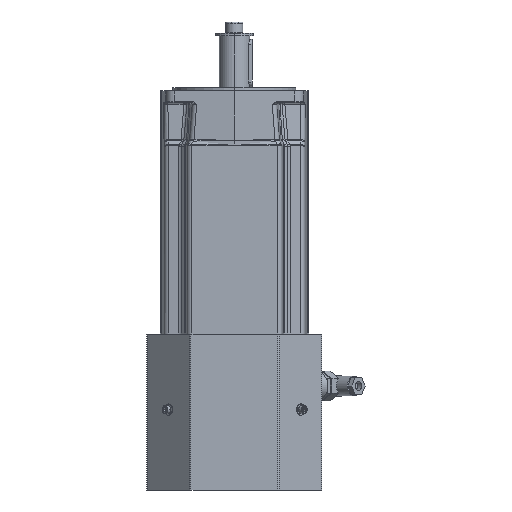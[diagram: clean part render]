
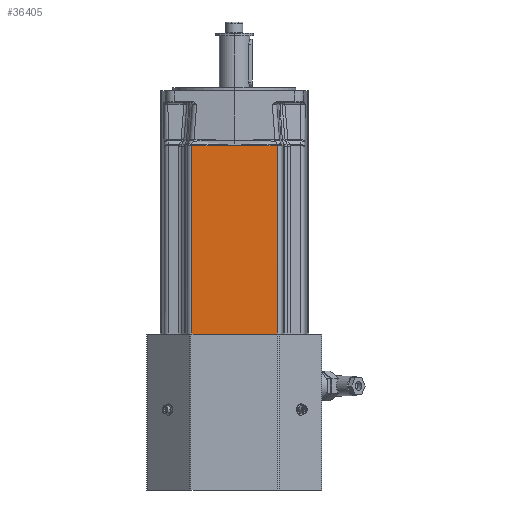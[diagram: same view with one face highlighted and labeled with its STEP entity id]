
A CAD part, front view. The second image highlights one B-rep face of the part: STEP entity #36405.
In plain terms, the highlighted planar face has unit normal (0, -1, 0).
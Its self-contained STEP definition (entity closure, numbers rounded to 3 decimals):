
#11462=DIRECTION('',(1.,0.,0.));
#11463=VECTOR('',#11462,90.294);
#11464=CARTESIAN_POINT('',(-45.147,-77.5,2.6));
#11465=LINE('',#11464,#11463);
#11475=DIRECTION('',(0.,0.,-1.));
#11476=VECTOR('',#11475,198.965);
#11477=CARTESIAN_POINT('',(-45.147,-77.5,
201.565));
#11478=LINE('',#11477,#11476);
#15369=DIRECTION('',(0.,0.,1.));
#15370=VECTOR('',#15369,198.965);
#15371=CARTESIAN_POINT('',(45.147,-77.5,2.6));
#15372=LINE('',#15371,#15370);
#15419=CARTESIAN_POINT('',(45.147,-77.5,
201.565));
#15420=CARTESIAN_POINT('',(40.694,-77.5,
201.636));
#15421=CARTESIAN_POINT('',(31.412,-77.5,
201.792));
#15422=CARTESIAN_POINT('',(16.303,-77.5,
202.075));
#15423=CARTESIAN_POINT('',(5.554,-77.5,202.29));
#15424=CARTESIAN_POINT('',(0.,-77.5,202.4));
#15444=CARTESIAN_POINT('',(-45.147,-77.5,
201.565));
#16702=CARTESIAN_POINT('',(0.,-77.5,202.4));
#16703=CARTESIAN_POINT('',(-5.554,-77.5,202.29));
#16704=CARTESIAN_POINT('',(-16.303,-77.5,
202.075));
#16705=CARTESIAN_POINT('',(-31.412,-77.5,
201.792));
#16706=CARTESIAN_POINT('',(-40.694,-77.5,
201.636));
#16707=CARTESIAN_POINT('',(-45.147,-77.5,
201.565));
#22856=VERTEX_POINT('',#15444);
#22858=VERTEX_POINT('',#16702);
#22860=VERTEX_POINT('',#15419);
#24065=CARTESIAN_POINT('',(-45.147,-77.5,2.6));
#24066=CARTESIAN_POINT('',(45.147,-77.5,2.6));
#24067=VERTEX_POINT('',#24065);
#24068=VERTEX_POINT('',#24066);
#36389=CARTESIAN_POINT('',(-77.5,-77.5,261.9));
#36390=DIRECTION('',(0.,-1.,0.));
#36391=DIRECTION('',(1.,0.,0.));
#36392=AXIS2_PLACEMENT_3D('',#36389,#36390,#36391);
#36393=PLANE('',#36392);
#36394=ORIENTED_EDGE('',*,*,#27972,.F.);
#36396=ORIENTED_EDGE('',*,*,#36395,.F.);
#36398=ORIENTED_EDGE('',*,*,#36397,.F.);
#36400=ORIENTED_EDGE('',*,*,#36399,.F.);
#36402=ORIENTED_EDGE('',*,*,#36401,.F.);
#36403=EDGE_LOOP('',(#36394,#36396,#36398,#36400,#36402));
#36404=FACE_OUTER_BOUND('',#36403,.F.);
#36405=ADVANCED_FACE('',(#36404),#36393,.T.);
#15425=B_SPLINE_CURVE_WITH_KNOTS('',3,(#15419,#15420,#15421,#15422,#15423,
#15424),.UNSPECIFIED.,.F.,.F.,(4,1,1,4),(0.,0.333,
0.667,1.),.UNSPECIFIED.);
#16708=B_SPLINE_CURVE_WITH_KNOTS('',3,(#16702,#16703,#16704,#16705,#16706,
#16707),.UNSPECIFIED.,.F.,.F.,(4,1,1,4),(0.,0.333,
0.667,1.),.UNSPECIFIED.);
#27972=EDGE_CURVE('',#24067,#24068,#11465,.T.);
#36395=EDGE_CURVE('',#22856,#24067,#11478,.T.);
#36397=EDGE_CURVE('',#22858,#22856,#16708,.T.);
#36399=EDGE_CURVE('',#22860,#22858,#15425,.T.);
#36401=EDGE_CURVE('',#24068,#22860,#15372,.T.);
